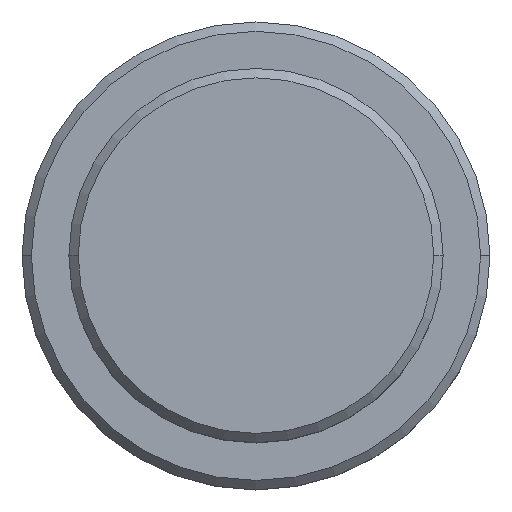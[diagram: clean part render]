
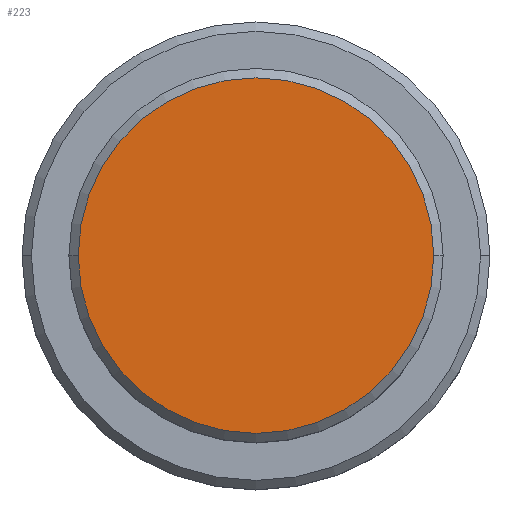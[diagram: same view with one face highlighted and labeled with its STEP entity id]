
A CAD part, top view. The second image highlights one B-rep face of the part: STEP entity #223.
In plain terms, the highlighted planar face has unit normal (0, 0, 1).
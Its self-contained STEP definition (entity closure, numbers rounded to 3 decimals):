
#75 = CARTESIAN_POINT ( 'NONE',  ( 0., 0., 0. ) ) ;
#180 = CARTESIAN_POINT ( 'NONE',  ( 0., 0., 0. ) ) ;
#223 = ADVANCED_FACE ( 'NONE', ( #947 ), #1361, .T. ) ;
#243 = VERTEX_POINT ( 'NONE', #1367 ) ;
#302 = ORIENTED_EDGE ( 'NONE', *, *, #954, .T. ) ;
#401 = DIRECTION ( 'NONE',  ( 1., 0., 0. ) ) ;
#509 = CIRCLE ( 'NONE', #1256, 9.5 ) ;
#520 = DIRECTION ( 'NONE',  ( 0., 0., 1. ) ) ;
#562 = EDGE_LOOP ( 'NONE', ( #1132, #302 ) ) ;
#570 = AXIS2_PLACEMENT_3D ( 'NONE', #180, #520, #949 ) ;
#712 = DIRECTION ( 'NONE',  ( 1., 0., 0. ) ) ;
#741 = CARTESIAN_POINT ( 'NONE',  ( 0., 0., 0. ) ) ;
#836 = DIRECTION ( 'NONE',  ( 0., 0., 1. ) ) ;
#859 = EDGE_CURVE ( 'NONE', #1099, #243, #509, .T. ) ;
#947 = FACE_OUTER_BOUND ( 'NONE', #562, .T. ) ;
#949 = DIRECTION ( 'NONE',  ( 1., 0., 0. ) ) ;
#954 = EDGE_CURVE ( 'NONE', #243, #1099, #1392, .T. ) ;
#1035 = DIRECTION ( 'NONE',  ( 0., 0., 1. ) ) ;
#1073 = AXIS2_PLACEMENT_3D ( 'NONE', #75, #1035, #712 ) ;
#1099 = VERTEX_POINT ( 'NONE', #1204 ) ;
#1132 = ORIENTED_EDGE ( 'NONE', *, *, #859, .T. ) ;
#1204 = CARTESIAN_POINT ( 'NONE',  ( -9.5, 0., 0. ) ) ;
#1256 = AXIS2_PLACEMENT_3D ( 'NONE', #741, #836, #401 ) ;
#1361 = PLANE ( 'NONE',  #1073 ) ;
#1367 = CARTESIAN_POINT ( 'NONE',  ( 9.5, 0., 0. ) ) ;
#1392 = CIRCLE ( 'NONE', #570, 9.5 ) ;
